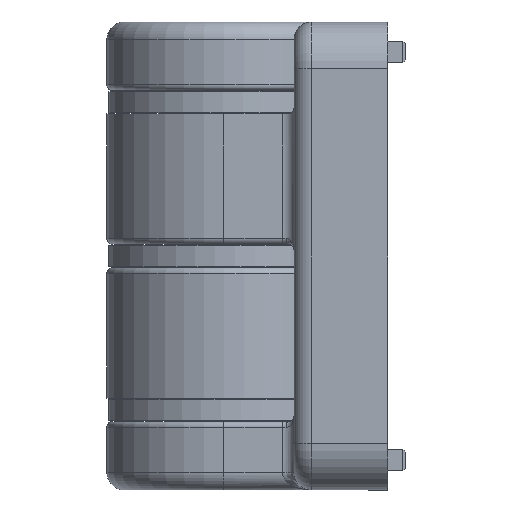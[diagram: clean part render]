
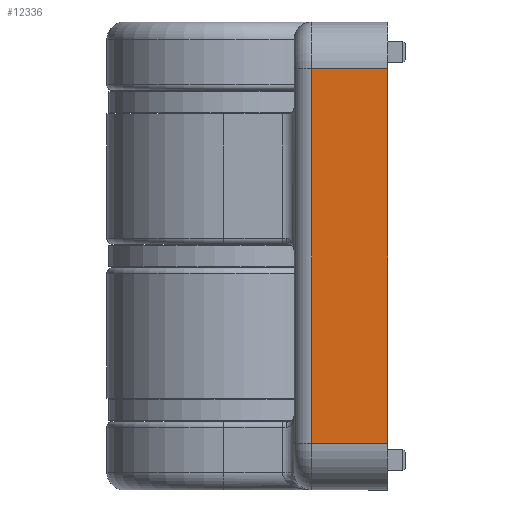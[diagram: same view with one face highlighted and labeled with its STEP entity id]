
A CAD part, left-side view. The second image highlights one B-rep face of the part: STEP entity #12336.
In plain terms, the highlighted planar face has unit normal (-1, 0, 0).
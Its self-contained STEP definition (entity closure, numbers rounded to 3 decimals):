
#236 = LINE ( 'NONE', #2288, #6504 ) ;
#245 = DIRECTION ( 'NONE',  ( 0., -1., 0. ) ) ;
#420 = EDGE_LOOP ( 'NONE', ( #14825, #12056, #7791, #4122 ) ) ;
#1304 = VECTOR ( 'NONE', #245, 1000. ) ;
#1351 = CARTESIAN_POINT ( 'NONE',  ( -37., -7.5, -16. ) ) ;
#2288 = CARTESIAN_POINT ( 'NONE',  ( -37., -6., 16. ) ) ;
#3541 = CARTESIAN_POINT ( 'NONE',  ( -37., -14., 16. ) ) ;
#4046 = LINE ( 'NONE', #12045, #1304 ) ;
#4122 = ORIENTED_EDGE ( 'NONE', *, *, #11220, .T. ) ;
#4794 = PLANE ( 'NONE',  #7320 ) ;
#5232 = VERTEX_POINT ( 'NONE', #14680 ) ;
#5785 = DIRECTION ( 'NONE',  ( 0., 1., 0. ) ) ;
#5980 = DIRECTION ( 'NONE',  ( 0., 0., 1. ) ) ;
#6479 = EDGE_CURVE ( 'NONE', #7509, #7990, #236, .T. ) ;
#6504 = VECTOR ( 'NONE', #5785, 1000. ) ;
#7176 = EDGE_CURVE ( 'NONE', #7990, #12401, #11285, .T. ) ;
#7320 = AXIS2_PLACEMENT_3D ( 'NONE', #8294, #13027, #5980 ) ;
#7509 = VERTEX_POINT ( 'NONE', #3541 ) ;
#7791 = ORIENTED_EDGE ( 'NONE', *, *, #8857, .T. ) ;
#7990 = VERTEX_POINT ( 'NONE', #10421 ) ;
#8294 = CARTESIAN_POINT ( 'NONE',  ( -37., -6., -20. ) ) ;
#8857 = EDGE_CURVE ( 'NONE', #12401, #5232, #4046, .T. ) ;
#9071 = VECTOR ( 'NONE', #10235, 1000. ) ;
#10235 = DIRECTION ( 'NONE',  ( 0., 0., 1. ) ) ;
#10421 = CARTESIAN_POINT ( 'NONE',  ( -37., -7.5, 16. ) ) ;
#10530 = VECTOR ( 'NONE', #12196, 1000. ) ;
#11220 = EDGE_CURVE ( 'NONE', #5232, #7509, #12220, .T. ) ;
#11285 = LINE ( 'NONE', #13368, #10530 ) ;
#11452 = FACE_OUTER_BOUND ( 'NONE', #420, .T. ) ;
#11548 = CARTESIAN_POINT ( 'NONE',  ( -37., -14., -20. ) ) ;
#12045 = CARTESIAN_POINT ( 'NONE',  ( -37., -14., -16. ) ) ;
#12056 = ORIENTED_EDGE ( 'NONE', *, *, #7176, .T. ) ;
#12196 = DIRECTION ( 'NONE',  ( 0., 0., -1. ) ) ;
#12220 = LINE ( 'NONE', #11548, #9071 ) ;
#12336 = ADVANCED_FACE ( 'NONE', ( #11452 ), #4794, .T. ) ;
#12401 = VERTEX_POINT ( 'NONE', #1351 ) ;
#13027 = DIRECTION ( 'NONE',  ( -1., 0., 0. ) ) ;
#13368 = CARTESIAN_POINT ( 'NONE',  ( -37., -7.5, -20. ) ) ;
#14680 = CARTESIAN_POINT ( 'NONE',  ( -37., -14., -16. ) ) ;
#14825 = ORIENTED_EDGE ( 'NONE', *, *, #6479, .T. ) ;
